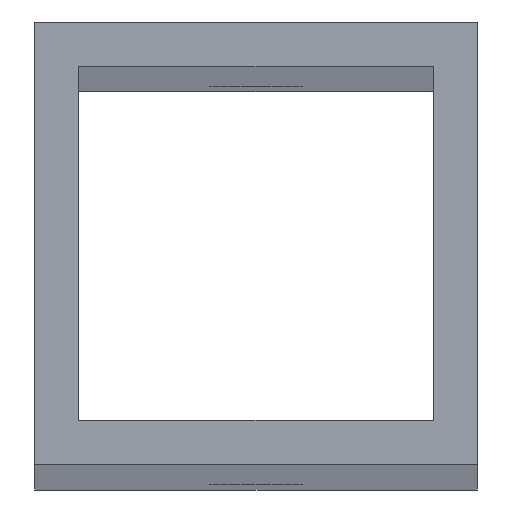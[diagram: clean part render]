
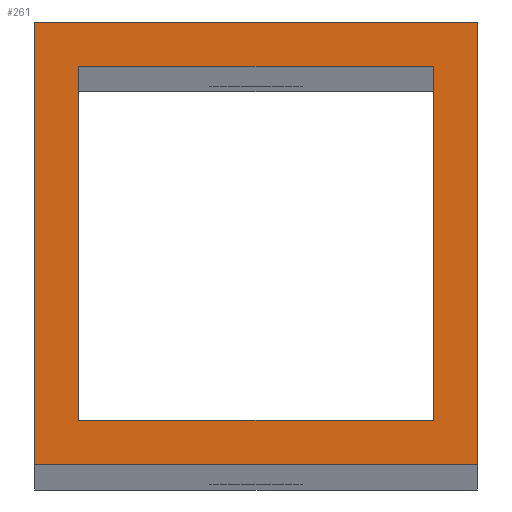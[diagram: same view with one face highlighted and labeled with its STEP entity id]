
A CAD part, top view. The second image highlights one B-rep face of the part: STEP entity #261.
In plain terms, the highlighted planar face has unit normal (0, 0, 1).
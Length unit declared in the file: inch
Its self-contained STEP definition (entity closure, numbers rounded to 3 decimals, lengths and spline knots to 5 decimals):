
#27=FACE_BOUND('',#56,.T.);
#41=FACE_OUTER_BOUND('',#55,.T.);
#55=EDGE_LOOP('',(#187,#188,#189,#190));
#56=EDGE_LOOP('',(#191,#192,#193,#194));
#83=LINE('',#379,#107);
#84=LINE('',#381,#108);
#85=LINE('',#383,#109);
#86=LINE('',#384,#110);
#87=LINE('',#387,#111);
#88=LINE('',#389,#112);
#89=LINE('',#391,#113);
#90=LINE('',#392,#114);
#107=VECTOR('',#309,1.25);
#108=VECTOR('',#310,1.25);
#109=VECTOR('',#311,1.25);
#110=VECTOR('',#312,1.25);
#111=VECTOR('',#313,1.);
#112=VECTOR('',#314,1.);
#113=VECTOR('',#315,1.);
#114=VECTOR('',#316,1.);
#131=VERTEX_POINT('',#377);
#132=VERTEX_POINT('',#378);
#133=VERTEX_POINT('',#380);
#134=VERTEX_POINT('',#382);
#135=VERTEX_POINT('',#385);
#136=VERTEX_POINT('',#386);
#137=VERTEX_POINT('',#388);
#138=VERTEX_POINT('',#390);
#155=EDGE_CURVE('',#131,#132,#83,.T.);
#156=EDGE_CURVE('',#133,#131,#84,.T.);
#157=EDGE_CURVE('',#134,#133,#85,.T.);
#158=EDGE_CURVE('',#132,#134,#86,.T.);
#159=EDGE_CURVE('',#135,#136,#87,.T.);
#160=EDGE_CURVE('',#136,#137,#88,.T.);
#161=EDGE_CURVE('',#137,#138,#89,.T.);
#162=EDGE_CURVE('',#138,#135,#90,.T.);
#187=ORIENTED_EDGE('',*,*,#155,.F.);
#188=ORIENTED_EDGE('',*,*,#156,.F.);
#189=ORIENTED_EDGE('',*,*,#157,.F.);
#190=ORIENTED_EDGE('',*,*,#158,.F.);
#191=ORIENTED_EDGE('',*,*,#159,.T.);
#192=ORIENTED_EDGE('',*,*,#160,.T.);
#193=ORIENTED_EDGE('',*,*,#161,.T.);
#194=ORIENTED_EDGE('',*,*,#162,.T.);
#251=PLANE('',#283);
#261=ADVANCED_FACE('',(#41,#27),#251,.T.);
#283=AXIS2_PLACEMENT_3D('',#376,#307,#308);
#307=DIRECTION('center_axis',(0.,0.,1.));
#308=DIRECTION('ref_axis',(1.,0.,0.));
#309=DIRECTION('',(-1.,0.,0.));
#310=DIRECTION('',(0.,-1.,0.));
#311=DIRECTION('',(1.,0.,0.));
#312=DIRECTION('',(0.,1.,0.));
#313=DIRECTION('',(-1.,0.,0.));
#314=DIRECTION('',(0.,1.,0.));
#315=DIRECTION('',(1.,0.,0.));
#316=DIRECTION('',(0.,-1.,0.));
#376=CARTESIAN_POINT('Origin',(0.,0.,41.25));
#377=CARTESIAN_POINT('',(1.25,0.,41.25));
#378=CARTESIAN_POINT('',(0.,0.,41.25));
#379=CARTESIAN_POINT('',(1.25,0.,41.25));
#380=CARTESIAN_POINT('',(1.25,1.25,41.25));
#381=CARTESIAN_POINT('',(1.25,1.25,41.25));
#382=CARTESIAN_POINT('',(0.,1.25,41.25));
#383=CARTESIAN_POINT('',(0.,1.25,41.25));
#384=CARTESIAN_POINT('',(0.,0.,41.25));
#385=CARTESIAN_POINT('',(1.125,0.125,41.25));
#386=CARTESIAN_POINT('',(0.125,0.125,41.25));
#387=CARTESIAN_POINT('',(1.125,0.125,41.25));
#388=CARTESIAN_POINT('',(0.125,1.125,41.25));
#389=CARTESIAN_POINT('',(0.125,0.125,41.25));
#390=CARTESIAN_POINT('',(1.125,1.125,41.25));
#391=CARTESIAN_POINT('',(0.125,1.125,41.25));
#392=CARTESIAN_POINT('',(1.125,1.125,41.25));
